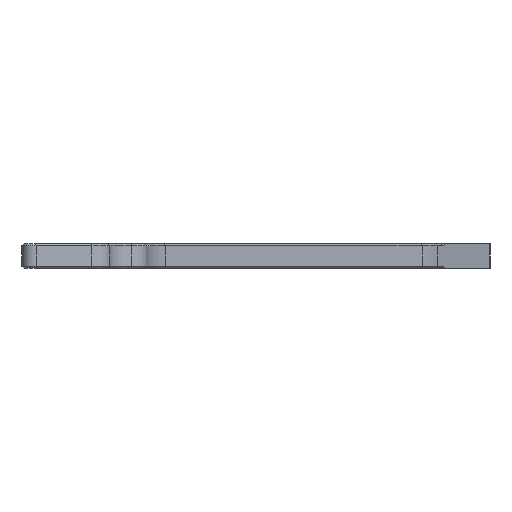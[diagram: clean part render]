
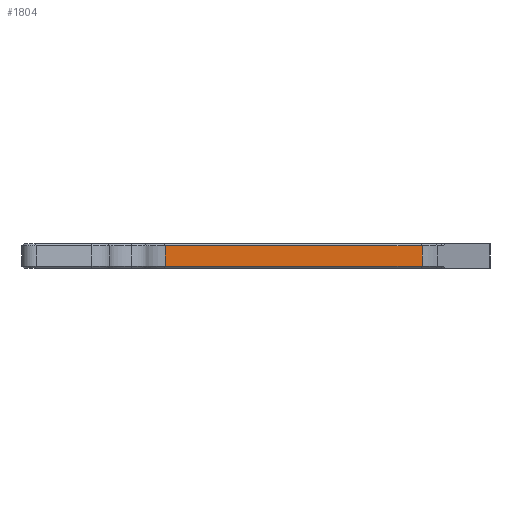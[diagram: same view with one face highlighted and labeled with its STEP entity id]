
A CAD part, left-side view. The second image highlights one B-rep face of the part: STEP entity #1804.
In plain terms, the highlighted planar face has unit normal (-0.669, -0.743, 0).
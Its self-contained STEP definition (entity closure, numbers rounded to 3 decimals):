
#81=PLANE('',#2008);
#278=FACE_OUTER_BOUND('',#398,.T.);
#398=EDGE_LOOP('',(#1550,#1551,#1552,#1553));
#545=LINE('',#3064,#713);
#566=LINE('',#3139,#734);
#567=LINE('',#3143,#735);
#568=LINE('',#3144,#736);
#713=VECTOR('',#2389,10.);
#734=VECTOR('',#2462,10.);
#735=VECTOR('',#2467,10.);
#736=VECTOR('',#2468,10.);
#929=VERTEX_POINT('',#3058);
#930=VERTEX_POINT('',#3062);
#946=VERTEX_POINT('',#3138);
#947=VERTEX_POINT('',#3142);
#1132=EDGE_CURVE('',#930,#929,#545,.T.);
#1164=EDGE_CURVE('',#929,#946,#566,.T.);
#1166=EDGE_CURVE('',#930,#947,#567,.T.);
#1167=EDGE_CURVE('',#946,#947,#568,.T.);
#1550=ORIENTED_EDGE('',*,*,#1132,.F.);
#1551=ORIENTED_EDGE('',*,*,#1166,.T.);
#1552=ORIENTED_EDGE('',*,*,#1167,.F.);
#1553=ORIENTED_EDGE('',*,*,#1164,.F.);
#1804=ADVANCED_FACE('',(#278),#81,.T.);
#2008=AXIS2_PLACEMENT_3D('',#3141,#2465,#2466);
#2389=DIRECTION('',(-0.743,0.669,0.));
#2462=DIRECTION('',(0.,0.,1.));
#2465=DIRECTION('center_axis',(-0.669,-0.743,0.));
#2466=DIRECTION('ref_axis',(0.743,-0.669,0.));
#2467=DIRECTION('',(0.,0.,1.));
#2468=DIRECTION('',(0.743,-0.669,0.));
#3058=CARTESIAN_POINT('',(-98.737,96.798,0.5));
#3062=CARTESIAN_POINT('',(-28.362,33.431,0.5));
#3064=CARTESIAN_POINT('',(-83.89,83.429,0.5));
#3138=CARTESIAN_POINT('',(-98.737,96.798,5.5));
#3139=CARTESIAN_POINT('',(-98.737,96.798,0.));
#3141=CARTESIAN_POINT('Origin',(-98.737,96.798,0.));
#3142=CARTESIAN_POINT('',(-28.362,33.431,5.5));
#3143=CARTESIAN_POINT('',(-28.362,33.431,0.));
#3144=CARTESIAN_POINT('',(-83.89,83.429,5.5));
